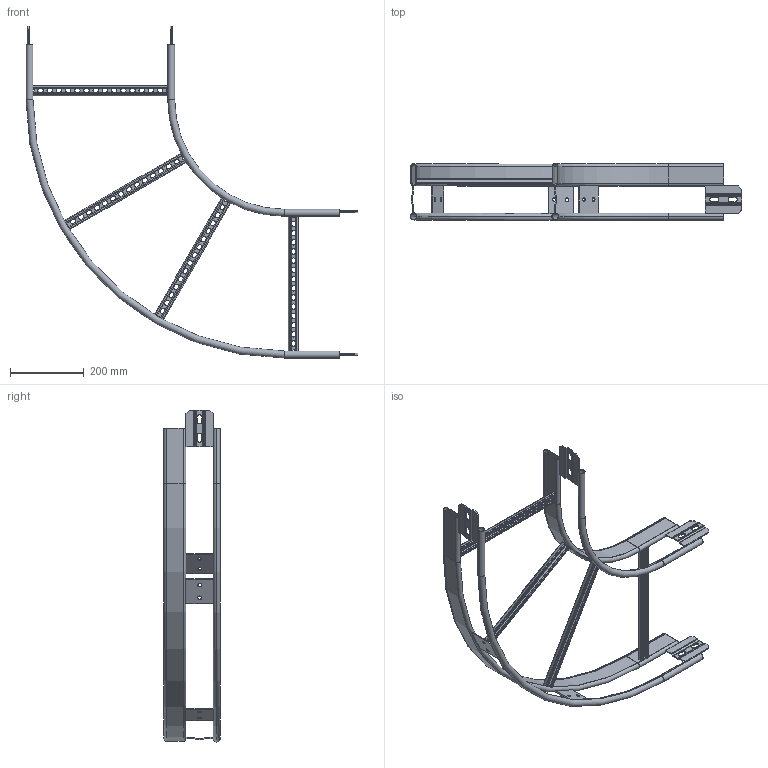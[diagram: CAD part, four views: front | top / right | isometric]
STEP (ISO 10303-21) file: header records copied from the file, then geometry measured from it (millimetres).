
FILE_DESCRIPTION (( 'STEP AP203' ), '1' );
FILE_NAME ('10-02-1634.STEP', '2013-05-02T09:53:47', ( 'asennus' ), ( '' ), 'SwSTEP 2.0', 'SolidWorks 2013', '' );
FILE_SCHEMA (( 'CONFIG_CONTROL_DESIGN' ));
Length unit declared in the file: millimetre
Products named in the file (1): 10-02-1634
Bounding box: 902 x 153 x 902 mm (x, y, z)
Volume: 634566.9 mm3; surface area: 1110032 mm2
Topology: 15 solids, 15 shells, 774 faces, 1864 edges, 1120 vertices
Faces by surface type: plane 474, cylinder 284, torus 16
Entity records: 22465 total; most frequent: DIRECTION 3990, CARTESIAN_POINT 3759, ORIENTED_EDGE 3728, EDGE_CURVE 1864, AXIS2_PLACEMENT_3D 1351, LINE 1288, VECTOR 1288, VERTEX_POINT 1120
